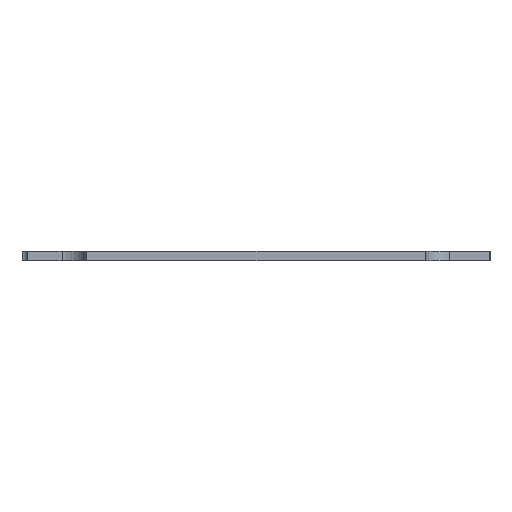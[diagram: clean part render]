
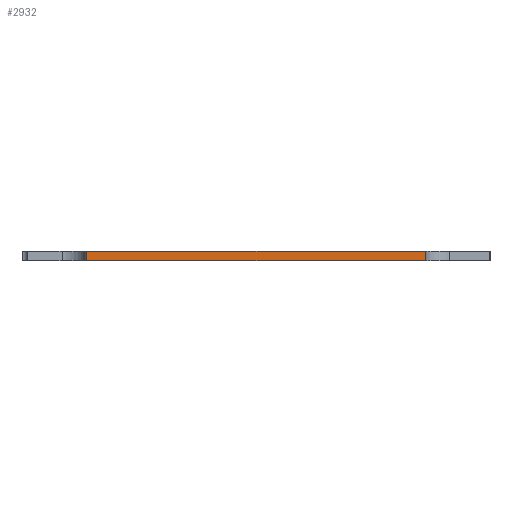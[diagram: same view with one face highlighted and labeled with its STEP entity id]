
A CAD part, left-side view. The second image highlights one B-rep face of the part: STEP entity #2932.
In plain terms, the highlighted planar face has unit normal (-1, 0, 0).
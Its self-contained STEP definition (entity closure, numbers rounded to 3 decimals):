
#9 = DIRECTION ( 'NONE',  ( 0., 0., -1. ) ) ;
#17 = EDGE_LOOP ( 'NONE', ( #2318, #3089, #2604, #2071 ) ) ;
#33 = AXIS2_PLACEMENT_3D ( 'NONE', #3297, #945, #2241 ) ;
#103 = CARTESIAN_POINT ( 'NONE',  ( 245.95, -1.82, 1.6 ) ) ;
#186 = VERTEX_POINT ( 'NONE', #103 ) ;
#238 = DIRECTION ( 'NONE',  ( 0., -1., 0. ) ) ;
#256 = LINE ( 'NONE', #2677, #906 ) ;
#349 = VECTOR ( 'NONE', #1776, 1000. ) ;
#362 = CARTESIAN_POINT ( 'NONE',  ( 245.95, -1.82, 0. ) ) ;
#499 = VECTOR ( 'NONE', #523, 1000. ) ;
#523 = DIRECTION ( 'NONE',  ( 0., 0., -1. ) ) ;
#608 = EDGE_CURVE ( 'NONE', #2924, #186, #2521, .T. ) ;
#656 = VECTOR ( 'NONE', #9, 1000. ) ;
#670 = PLANE ( 'NONE',  #33 ) ;
#672 = CARTESIAN_POINT ( 'NONE',  ( 245.95, -1.82, 1.6 ) ) ;
#762 = EDGE_CURVE ( 'NONE', #2085, #3406, #256, .T. ) ;
#789 = CARTESIAN_POINT ( 'NONE',  ( 245.95, 53.18, 0. ) ) ;
#906 = VECTOR ( 'NONE', #238, 1000. ) ;
#945 = DIRECTION ( 'NONE',  ( 1., 0., 0. ) ) ;
#1436 = FACE_OUTER_BOUND ( 'NONE', #17, .T. ) ;
#1625 = LINE ( 'NONE', #2638, #656 ) ;
#1776 = DIRECTION ( 'NONE',  ( 0., -1., 0. ) ) ;
#2071 = ORIENTED_EDGE ( 'NONE', *, *, #3302, .T. ) ;
#2085 = VERTEX_POINT ( 'NONE', #789 ) ;
#2177 = CARTESIAN_POINT ( 'NONE',  ( 245.95, 53.18, 1.6 ) ) ;
#2241 = DIRECTION ( 'NONE',  ( 0., 0., -1. ) ) ;
#2318 = ORIENTED_EDGE ( 'NONE', *, *, #762, .T. ) ;
#2478 = EDGE_CURVE ( 'NONE', #186, #3406, #1625, .T. ) ;
#2485 = CARTESIAN_POINT ( 'NONE',  ( 245.95, 53.18, 1.6 ) ) ;
#2521 = LINE ( 'NONE', #672, #349 ) ;
#2604 = ORIENTED_EDGE ( 'NONE', *, *, #608, .F. ) ;
#2638 = CARTESIAN_POINT ( 'NONE',  ( 245.95, -1.82, 1.6 ) ) ;
#2677 = CARTESIAN_POINT ( 'NONE',  ( 245.95, -1.82, 0. ) ) ;
#2924 = VERTEX_POINT ( 'NONE', #2485 ) ;
#2932 = ADVANCED_FACE ( 'NONE', ( #1436 ), #670, .F. ) ;
#3089 = ORIENTED_EDGE ( 'NONE', *, *, #2478, .F. ) ;
#3257 = LINE ( 'NONE', #2177, #499 ) ;
#3297 = CARTESIAN_POINT ( 'NONE',  ( 245.95, -1.82, 1.6 ) ) ;
#3302 = EDGE_CURVE ( 'NONE', #2924, #2085, #3257, .T. ) ;
#3406 = VERTEX_POINT ( 'NONE', #362 ) ;
